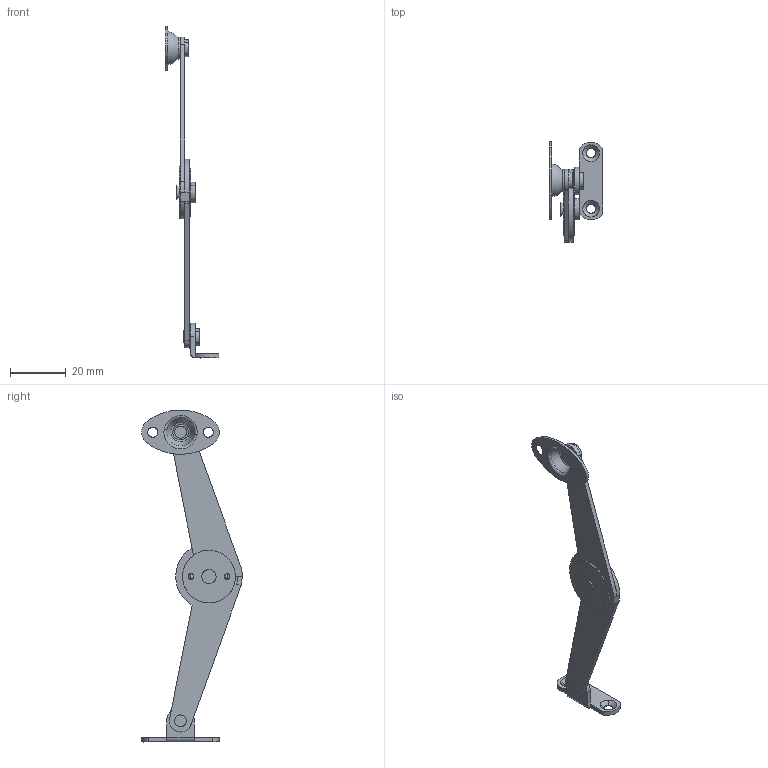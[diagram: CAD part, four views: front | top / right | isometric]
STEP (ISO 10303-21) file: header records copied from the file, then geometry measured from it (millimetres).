
FILE_DESCRIPTION((''),'2;1');
FILE_NAME('','2006-01-17T10:26:10',(''),(''),'','CADfix','');
FILE_SCHEMA(('AUTOMOTIVE_DESIGN'));
Length unit declared in the file: millimetre
Products named in the file (13): rivet_B2_mr; rivet_B1_mr; washer_mr-1; washer_mr; ball_mr-1; spring_A_mr; rivet_A_mr; bracket_B_mr; bracket_A_mr; ball_mr; arm_B_mr; arm_A_mr; TM_59_R_20103_36
Assembly tree (12 placements, depth 2):
  TM_59_R_20103_36
    rivet_B2_mr
    rivet_B1_mr
    washer_mr-1
    washer_mr
    ball_mr-1
    spring_A_mr
    rivet_A_mr
    bracket_B_mr
    bracket_A_mr
    ball_mr
    arm_B_mr
    arm_A_mr
Bounding box: 19.4 x 36.24 x 119.6 mm (x, y, z)
Volume: 4272.7 mm3; surface area: 7131.3 mm2
Topology: 12 solids, 12 shells, 135 faces, 559 edges, 457 vertices
Faces by surface type: bspline 135
Entity records: 8756 total; most frequent: CARTESIAN_POINT 5157, ORIENTED_EDGE 1118, EDGE_CURVE 559, VERTEX_POINT 457, B_SPLINE_CURVE_WITH_KNOTS 434, EDGE_LOOP 178, FACE_OUTER_BOUND 135, ADVANCED_FACE 135
